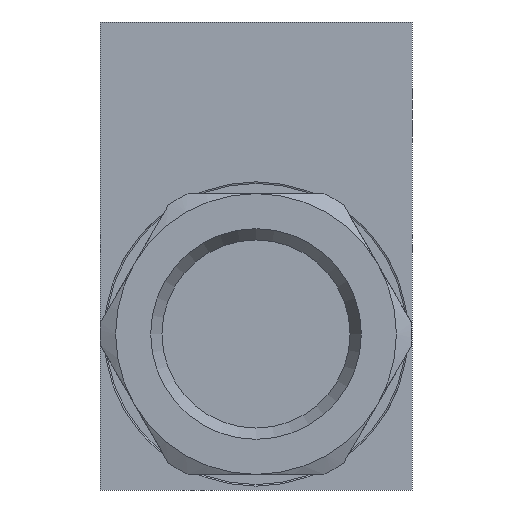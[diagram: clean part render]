
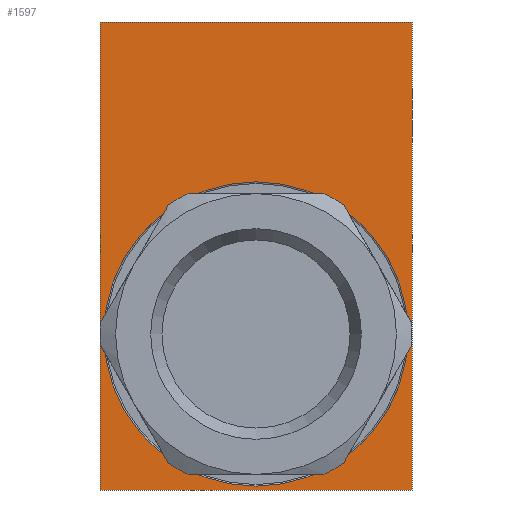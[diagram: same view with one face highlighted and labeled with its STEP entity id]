
A CAD part, front view. The second image highlights one B-rep face of the part: STEP entity #1597.
In plain terms, the highlighted planar face has unit normal (0, -1, 0).
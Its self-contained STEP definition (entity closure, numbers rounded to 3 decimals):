
#40=LINE('',#2361,#76);
#41=LINE('',#2364,#77);
#42=LINE('',#2366,#78);
#43=LINE('',#2368,#79);
#76=VECTOR('',#1972,1000.);
#77=VECTOR('',#1973,1000.);
#78=VECTOR('',#1974,1000.);
#79=VECTOR('',#1975,1000.);
#319=ORIENTED_EDGE('',*,*,#530,.T.);
#320=ORIENTED_EDGE('',*,*,#536,.F.);
#321=ORIENTED_EDGE('',*,*,#537,.F.);
#322=ORIENTED_EDGE('',*,*,#538,.F.);
#323=ORIENTED_EDGE('',*,*,#539,.F.);
#530=EDGE_CURVE('',#653,#653,#742,.T.);
#536=EDGE_CURVE('',#659,#660,#40,.T.);
#537=EDGE_CURVE('',#661,#659,#41,.T.);
#538=EDGE_CURVE('',#662,#661,#42,.T.);
#539=EDGE_CURVE('',#660,#662,#43,.T.);
#653=VERTEX_POINT('',#2347);
#659=VERTEX_POINT('',#2362);
#660=VERTEX_POINT('',#2363);
#661=VERTEX_POINT('',#2365);
#662=VERTEX_POINT('',#2367);
#742=CIRCLE('',#1718,19.5);
#833=EDGE_LOOP('',(#319));
#834=EDGE_LOOP('',(#320,#321,#322,#323));
#945=FACE_BOUND('',#833,.T.);
#946=FACE_BOUND('',#834,.T.);
#1005=PLANE('',#1722);
#1597=ADVANCED_FACE('',(#945,#946),#1005,.F.);
#1718=AXIS2_PLACEMENT_3D('',#2346,#1958,#1959);
#1722=AXIS2_PLACEMENT_3D('',#2360,#1970,#1971);
#1958=DIRECTION('',(0.,1.,0.));
#1959=DIRECTION('',(0.,0.,-1.));
#1970=DIRECTION('',(0.,1.,0.));
#1971=DIRECTION('',(0.,0.,1.));
#1972=DIRECTION('',(0.,0.,1.));
#1973=DIRECTION('',(-1.,0.,0.));
#1974=DIRECTION('',(0.,0.,-1.));
#1975=DIRECTION('',(1.,0.,0.));
#2346=CARTESIAN_POINT('',(0.,-50.,0.));
#2347=CARTESIAN_POINT('',(0.,-50.,-19.5));
#2360=CARTESIAN_POINT('',(0.,-50.,0.));
#2361=CARTESIAN_POINT('',(-20.,-50.,-20.));
#2362=CARTESIAN_POINT('',(-20.,-50.,-20.));
#2363=CARTESIAN_POINT('',(-20.,-50.,40.));
#2364=CARTESIAN_POINT('',(20.,-50.,-20.));
#2365=CARTESIAN_POINT('',(20.,-50.,-20.));
#2366=CARTESIAN_POINT('',(20.,-50.,40.));
#2367=CARTESIAN_POINT('',(20.,-50.,40.));
#2368=CARTESIAN_POINT('',(-20.,-50.,40.));
